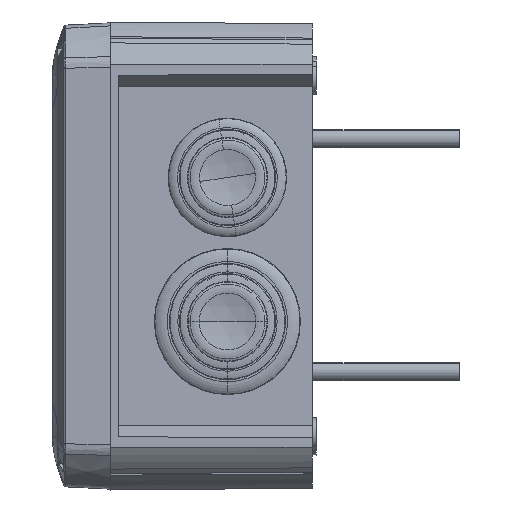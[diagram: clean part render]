
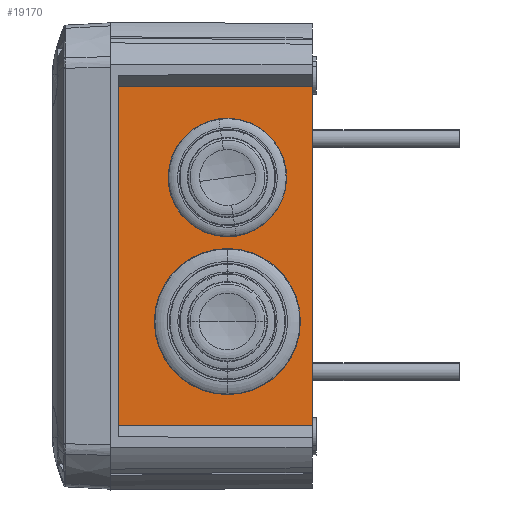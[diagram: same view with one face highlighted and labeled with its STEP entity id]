
A CAD part, left-side view. The second image highlights one B-rep face of the part: STEP entity #19170.
In plain terms, the highlighted planar face has unit normal (-1, -0.009, 0).
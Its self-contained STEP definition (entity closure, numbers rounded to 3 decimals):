
#2943 = EDGE_CURVE ( 'NONE', #26941, #22059, #47349, .T. ) ;
#6393 = LINE ( 'NONE', #52414, #54645 ) ;
#6698 = VERTEX_POINT ( 'NONE', #24133 ) ;
#7518 = DIRECTION ( 'NONE',  ( 0.009, -1., -0.005 ) ) ;
#8697 = LINE ( 'NONE', #35545, #32127 ) ;
#10742 = EDGE_CURVE ( 'NONE', #6698, #14849, #29072, .T. ) ;
#11512 = ORIENTED_EDGE ( 'NONE', *, *, #26335, .T. ) ;
#11568 = ORIENTED_EDGE ( 'NONE', *, *, #10742, .T. ) ;
#13708 = CARTESIAN_POINT ( 'NONE',  ( -69.892, 0., 42.347 ) ) ;
#14419 = AXIS2_PLACEMENT_3D ( 'NONE', #49035, #53739, #25750 ) ;
#14849 = VERTEX_POINT ( 'NONE', #35030 ) ;
#15810 = FACE_OUTER_BOUND ( 'NONE', #41379, .T. ) ;
#19170 = ADVANCED_FACE ( 'NONE', ( #15810 ), #39677, .T. ) ;
#19704 = DIRECTION ( 'NONE',  ( 0.009, -1., 0.005 ) ) ;
#22059 = VERTEX_POINT ( 'NONE', #34519 ) ;
#24133 = CARTESIAN_POINT ( 'NONE',  ( -69.892, 0., -42.347 ) ) ;
#25750 = DIRECTION ( 'NONE',  ( 0.009, -1., 0. ) ) ;
#26335 = EDGE_CURVE ( 'NONE', #26941, #6698, #8697, .T. ) ;
#26941 = VERTEX_POINT ( 'NONE', #45128 ) ;
#29072 = LINE ( 'NONE', #13708, #60502 ) ;
#32018 = ORIENTED_EDGE ( 'NONE', *, *, #58175, .F. ) ;
#32127 = VECTOR ( 'NONE', #7518, 1000. ) ;
#34519 = CARTESIAN_POINT ( 'NONE',  ( -70.314, 48.35, 42.106 ) ) ;
#35030 = CARTESIAN_POINT ( 'NONE',  ( -69.892, 0., 42.347 ) ) ;
#35545 = CARTESIAN_POINT ( 'NONE',  ( -69.888, -0.407, -42.349 ) ) ;
#36385 = VECTOR ( 'NONE', #51108, 1000. ) ;
#39677 = PLANE ( 'NONE',  #14419 ) ;
#41379 = EDGE_LOOP ( 'NONE', ( #11568, #32018, #48546, #11512 ) ) ;
#45128 = CARTESIAN_POINT ( 'NONE',  ( -70.314, 48.35, -42.106 ) ) ;
#46433 = CARTESIAN_POINT ( 'NONE',  ( -70.314, 48.35, 42.347 ) ) ;
#47349 = LINE ( 'NONE', #46433, #36385 ) ;
#48546 = ORIENTED_EDGE ( 'NONE', *, *, #2943, .F. ) ;
#49035 = CARTESIAN_POINT ( 'NONE',  ( -69.892, 0., 42.347 ) ) ;
#51108 = DIRECTION ( 'NONE',  ( 0., 0., 1. ) ) ;
#51166 = DIRECTION ( 'NONE',  ( 0., 0., 1. ) ) ;
#52414 = CARTESIAN_POINT ( 'NONE',  ( -69.892, 0., 42.347 ) ) ;
#53739 = DIRECTION ( 'NONE',  ( -1., -0.009, 0. ) ) ;
#54645 = VECTOR ( 'NONE', #19704, 1000. ) ;
#58175 = EDGE_CURVE ( 'NONE', #22059, #14849, #6393, .T. ) ;
#60502 = VECTOR ( 'NONE', #51166, 1000. ) ;
